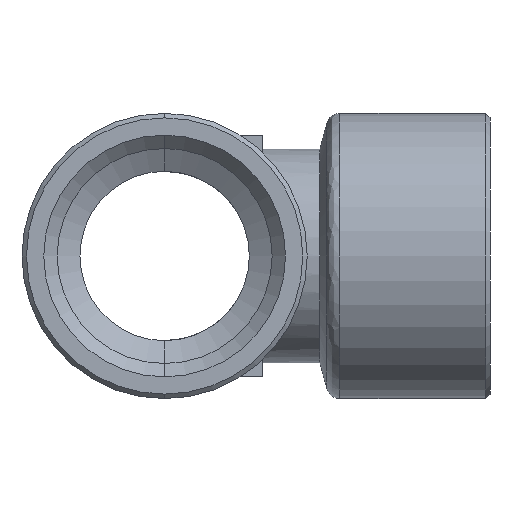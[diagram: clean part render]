
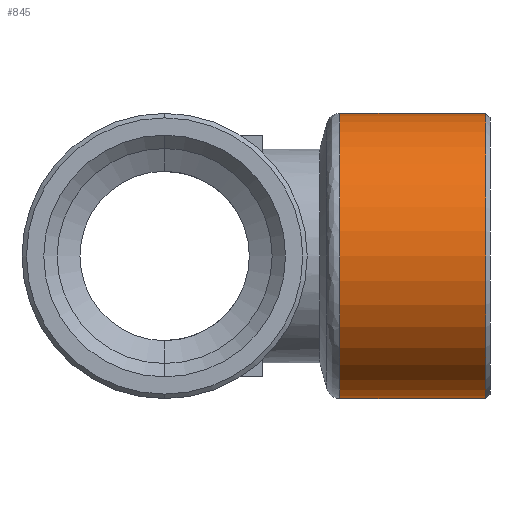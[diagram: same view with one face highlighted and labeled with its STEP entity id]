
A CAD part, left-side view. The second image highlights one B-rep face of the part: STEP entity #845.
In plain terms, the highlighted cylindrical face has radius 16 mm (diameter 32 mm), a partial arc.
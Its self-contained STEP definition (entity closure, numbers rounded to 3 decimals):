
#51 = CARTESIAN_POINT ( 'NONE',  ( 228.895, -41.389, -9. ) ) ;
#62 = CARTESIAN_POINT ( 'NONE',  ( 228.895, -25.04, -25. ) ) ;
#76 = LINE ( 'NONE', #353, #1098 ) ;
#105 = CIRCLE ( 'NONE', #743, 16. ) ;
#142 = EDGE_CURVE ( 'NONE', #2039, #646, #593, .T. ) ;
#159 = ORIENTED_EDGE ( 'NONE', *, *, #1475, .F. ) ;
#175 = DIRECTION ( 'NONE',  ( 0., 1., 0. ) ) ;
#190 = DIRECTION ( 'NONE',  ( 0., -1., 0. ) ) ;
#243 = CIRCLE ( 'NONE', #2120, 16. ) ;
#262 = ORIENTED_EDGE ( 'NONE', *, *, #1720, .F. ) ;
#287 = VERTEX_POINT ( 'NONE', #51 ) ;
#353 = CARTESIAN_POINT ( 'NONE',  ( 228.895, -41.389, -9. ) ) ;
#383 = DIRECTION ( 'NONE',  ( 0., 0., 1. ) ) ;
#558 = AXIS2_PLACEMENT_3D ( 'NONE', #700, #717, #383 ) ;
#565 = VECTOR ( 'NONE', #175, 1000. ) ;
#593 = LINE ( 'NONE', #1851, #565 ) ;
#597 = CYLINDRICAL_SURFACE ( 'NONE', #558, 16. ) ;
#646 = VERTEX_POINT ( 'NONE', #1495 ) ;
#679 = CARTESIAN_POINT ( 'NONE',  ( 228.895, -41.389, -25. ) ) ;
#700 = CARTESIAN_POINT ( 'NONE',  ( 228.895, -41.389, -25. ) ) ;
#717 = DIRECTION ( 'NONE',  ( 0., 1., 0. ) ) ;
#743 = AXIS2_PLACEMENT_3D ( 'NONE', #679, #190, #1508 ) ;
#750 = FACE_OUTER_BOUND ( 'NONE', #1905, .T. ) ;
#845 = ADVANCED_FACE ( 'NONE', ( #750 ), #597, .T. ) ;
#896 = DIRECTION ( 'NONE',  ( -1., 0., 0. ) ) ;
#986 = VERTEX_POINT ( 'NONE', #1184 ) ;
#1039 = DIRECTION ( 'NONE',  ( 0., 1., 0. ) ) ;
#1098 = VECTOR ( 'NONE', #1039, 1000. ) ;
#1184 = CARTESIAN_POINT ( 'NONE',  ( 228.895, -25.04, -9. ) ) ;
#1191 = ORIENTED_EDGE ( 'NONE', *, *, #142, .F. ) ;
#1475 = EDGE_CURVE ( 'NONE', #646, #986, #243, .T. ) ;
#1495 = CARTESIAN_POINT ( 'NONE',  ( 228.895, -25.04, -41. ) ) ;
#1508 = DIRECTION ( 'NONE',  ( 0., 0., 1. ) ) ;
#1579 = CARTESIAN_POINT ( 'NONE',  ( 228.895, -41.389, -41. ) ) ;
#1720 = EDGE_CURVE ( 'NONE', #287, #2039, #105, .T. ) ;
#1851 = CARTESIAN_POINT ( 'NONE',  ( 228.895, -41.389, -41. ) ) ;
#1898 = DIRECTION ( 'NONE',  ( 0., 1., 0. ) ) ;
#1905 = EDGE_LOOP ( 'NONE', ( #1191, #262, #2071, #159 ) ) ;
#1936 = EDGE_CURVE ( 'NONE', #287, #986, #76, .T. ) ;
#2039 = VERTEX_POINT ( 'NONE', #1579 ) ;
#2071 = ORIENTED_EDGE ( 'NONE', *, *, #1936, .T. ) ;
#2120 = AXIS2_PLACEMENT_3D ( 'NONE', #62, #1898, #896 ) ;
